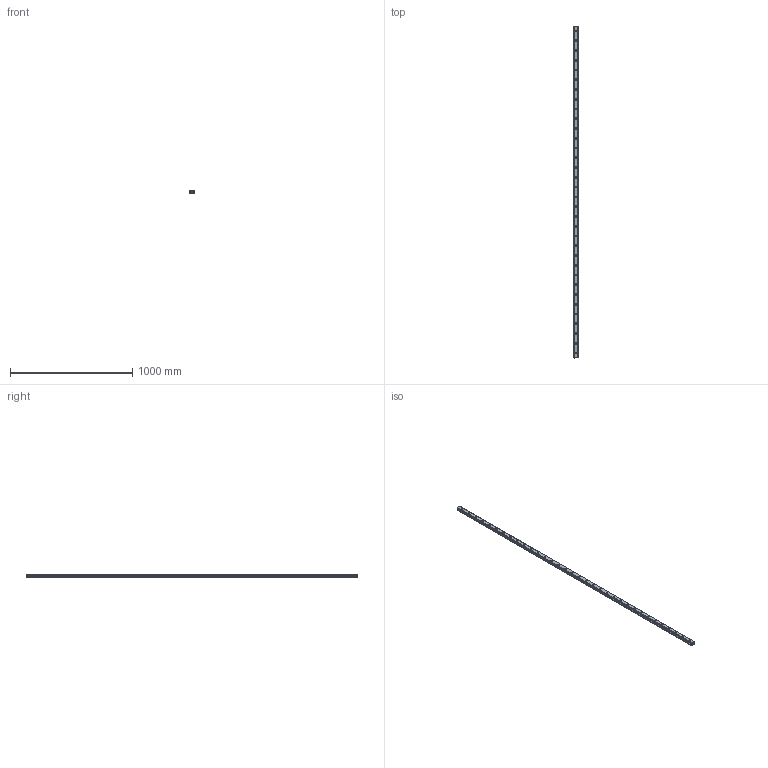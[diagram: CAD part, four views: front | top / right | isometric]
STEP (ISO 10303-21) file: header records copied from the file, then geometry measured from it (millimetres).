
FILE_DESCRIPTION(('STEP AP214'),'1');
FILE_NAME('cctmp_501C7B02-DA2C-460E-B7FE-9B45B264FD34_2021_02_17_12_20_02_0009..stp','2021-02-17T11:20:02',('HIWIN GmbH'),('CADClick - www.CADClick.com'),'Spatial InterOp 3D',' ','unknown authorization');
FILE_SCHEMA(('AUTOMOTIVE_DESIGN'));
Length unit declared in the file: millimetre
Products named in the file (1): EGR35R2720C_FILE
Bounding box: 34 x 2720 x 27.5 mm (x, y, z)
Volume: 2141779.1 mm3; surface area: 381326.4 mm2
Topology: 1 solids, 1 shells, 413 faces, 915 edges, 610 vertices
Faces by surface type: cylinder 222, plane 191
Entity records: 14921 total; most frequent: DIRECTION 2187, CARTESIAN_POINT 1939, ORIENTED_EDGE 1830, EDGE_CURVE 915, AXIS2_PLACEMENT_3D 858, VERTEX_POINT 610, EDGE_LOOP 519, LINE 471
